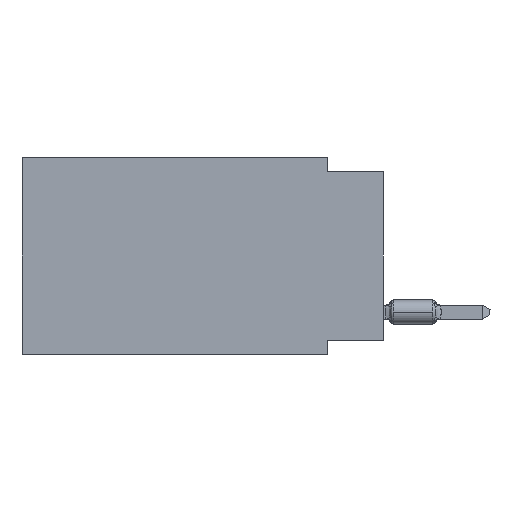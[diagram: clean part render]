
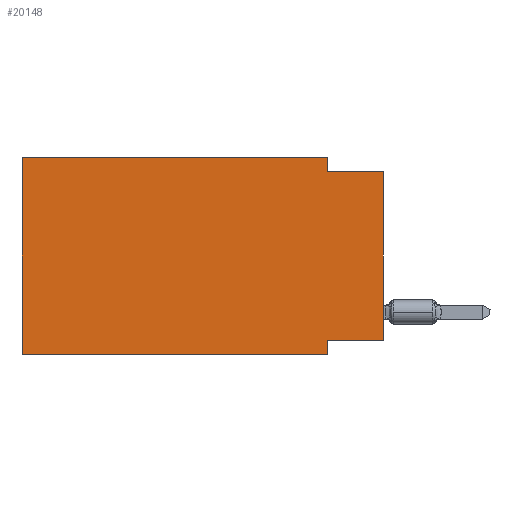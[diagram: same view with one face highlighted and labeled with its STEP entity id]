
A CAD part, left-side view. The second image highlights one B-rep face of the part: STEP entity #20148.
In plain terms, the highlighted planar face has unit normal (-1, 0, 0).
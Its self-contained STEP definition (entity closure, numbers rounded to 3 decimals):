
#16 = CARTESIAN_POINT ( 'NONE',  ( 0., 16.383, 0. ) ) ;
#287 = ORIENTED_EDGE ( 'NONE', *, *, #69522, .F. ) ;
#2161 = CARTESIAN_POINT ( 'NONE',  ( 0., 2.54, 0. ) ) ;
#3135 = VECTOR ( 'NONE', #21836, 1000. ) ;
#6641 = CARTESIAN_POINT ( 'NONE',  ( 0., 16.383, 0. ) ) ;
#7067 = DIRECTION ( 'NONE',  ( 0., 0., 1. ) ) ;
#7778 = VECTOR ( 'NONE', #7067, 1000. ) ;
#10136 = DIRECTION ( 'NONE',  ( 0., -1., 0. ) ) ;
#10559 = ORIENTED_EDGE ( 'NONE', *, *, #60489, .F. ) ;
#11210 = AXIS2_PLACEMENT_3D ( 'NONE', #49713, #39364, #26853 ) ;
#12784 = CARTESIAN_POINT ( 'NONE',  ( 0., 0., 0. ) ) ;
#13926 = EDGE_CURVE ( 'NONE', #15542, #26884, #20008, .T. ) ;
#15542 = VERTEX_POINT ( 'NONE', #2161 ) ;
#17341 = VECTOR ( 'NONE', #45206, 1000. ) ;
#18406 = VECTOR ( 'NONE', #10136, 1000. ) ;
#18553 = VECTOR ( 'NONE', #68858, 1000. ) ;
#20008 = LINE ( 'NONE', #25724, #38991 ) ;
#20148 = ADVANCED_FACE ( 'NONE', ( #27932 ), #22216, .F. ) ;
#21655 = ORIENTED_EDGE ( 'NONE', *, *, #49544, .F. ) ;
#21836 = DIRECTION ( 'NONE',  ( 0., -1., 0. ) ) ;
#22016 = LINE ( 'NONE', #26658, #24310 ) ;
#22216 = PLANE ( 'NONE',  #11210 ) ;
#22402 = CARTESIAN_POINT ( 'NONE',  ( 0., 2.54, -0.635 ) ) ;
#24310 = VECTOR ( 'NONE', #65968, 1000. ) ;
#24831 = LINE ( 'NONE', #68101, #46745 ) ;
#25134 = CARTESIAN_POINT ( 'NONE',  ( 0., 2.54, -8.89 ) ) ;
#25724 = CARTESIAN_POINT ( 'NONE',  ( 0., 2.54, 0. ) ) ;
#26658 = CARTESIAN_POINT ( 'NONE',  ( 0., 16.383, 0. ) ) ;
#26749 = VERTEX_POINT ( 'NONE', #6641 ) ;
#26853 = DIRECTION ( 'NONE',  ( 0., 0., -1. ) ) ;
#26884 = VERTEX_POINT ( 'NONE', #22402 ) ;
#27174 = LINE ( 'NONE', #16, #3135 ) ;
#27872 = VERTEX_POINT ( 'NONE', #56388 ) ;
#27932 = FACE_OUTER_BOUND ( 'NONE', #36732, .T. ) ;
#28432 = LINE ( 'NONE', #34141, #17341 ) ;
#30541 = VERTEX_POINT ( 'NONE', #38926 ) ;
#31590 = LINE ( 'NONE', #53378, #18406 ) ;
#34141 = CARTESIAN_POINT ( 'NONE',  ( 0., 0., -0.635 ) ) ;
#36732 = EDGE_LOOP ( 'NONE', ( #54166, #10559, #68835, #287, #61891, #58679, #21655, #41138 ) ) ;
#37027 = LINE ( 'NONE', #59171, #18553 ) ;
#37215 = CARTESIAN_POINT ( 'NONE',  ( 0., 0., -8.255 ) ) ;
#38926 = CARTESIAN_POINT ( 'NONE',  ( 0., 2.54, -8.255 ) ) ;
#38991 = VECTOR ( 'NONE', #47164, 1000. ) ;
#39364 = DIRECTION ( 'NONE',  ( 1., 0., 0. ) ) ;
#41138 = ORIENTED_EDGE ( 'NONE', *, *, #55355, .F. ) ;
#42552 = VERTEX_POINT ( 'NONE', #25134 ) ;
#43473 = EDGE_CURVE ( 'NONE', #27872, #26749, #22016, .T. ) ;
#45206 = DIRECTION ( 'NONE',  ( 0., -1., 0. ) ) ;
#46745 = VECTOR ( 'NONE', #62059, 1000. ) ;
#47164 = DIRECTION ( 'NONE',  ( 0., 0., -1. ) ) ;
#49544 = EDGE_CURVE ( 'NONE', #30541, #42552, #24831, .T. ) ;
#49713 = CARTESIAN_POINT ( 'NONE',  ( 0., 16.383, 0. ) ) ;
#51006 = EDGE_CURVE ( 'NONE', #27872, #42552, #31590, .T. ) ;
#52357 = VERTEX_POINT ( 'NONE', #56542 ) ;
#53378 = CARTESIAN_POINT ( 'NONE',  ( 0., 16.383, -8.89 ) ) ;
#54166 = ORIENTED_EDGE ( 'NONE', *, *, #70086, .T. ) ;
#55355 = EDGE_CURVE ( 'NONE', #58877, #30541, #37027, .T. ) ;
#56033 = LINE ( 'NONE', #12784, #7778 ) ;
#56388 = CARTESIAN_POINT ( 'NONE',  ( 0., 16.383, -8.89 ) ) ;
#56542 = CARTESIAN_POINT ( 'NONE',  ( 0., 0., -0.635 ) ) ;
#58679 = ORIENTED_EDGE ( 'NONE', *, *, #51006, .T. ) ;
#58877 = VERTEX_POINT ( 'NONE', #37215 ) ;
#59171 = CARTESIAN_POINT ( 'NONE',  ( 0., 0., -8.255 ) ) ;
#60489 = EDGE_CURVE ( 'NONE', #26884, #52357, #28432, .T. ) ;
#61891 = ORIENTED_EDGE ( 'NONE', *, *, #43473, .F. ) ;
#62059 = DIRECTION ( 'NONE',  ( 0., 0., -1. ) ) ;
#65968 = DIRECTION ( 'NONE',  ( 0., 0., 1. ) ) ;
#68101 = CARTESIAN_POINT ( 'NONE',  ( 0., 2.54, -8.89 ) ) ;
#68835 = ORIENTED_EDGE ( 'NONE', *, *, #13926, .F. ) ;
#68858 = DIRECTION ( 'NONE',  ( 0., 1., 0. ) ) ;
#69522 = EDGE_CURVE ( 'NONE', #26749, #15542, #27174, .T. ) ;
#70086 = EDGE_CURVE ( 'NONE', #58877, #52357, #56033, .T. ) ;
